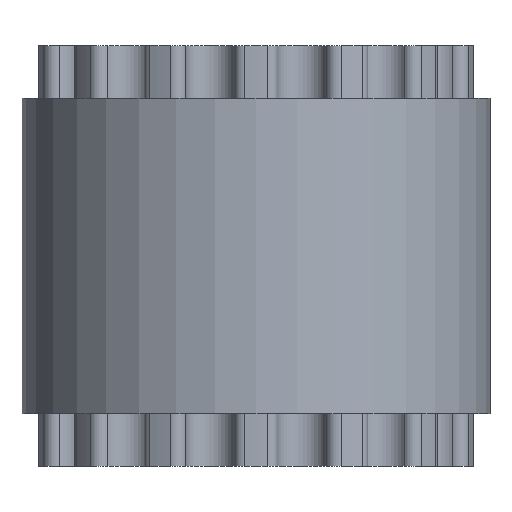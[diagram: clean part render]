
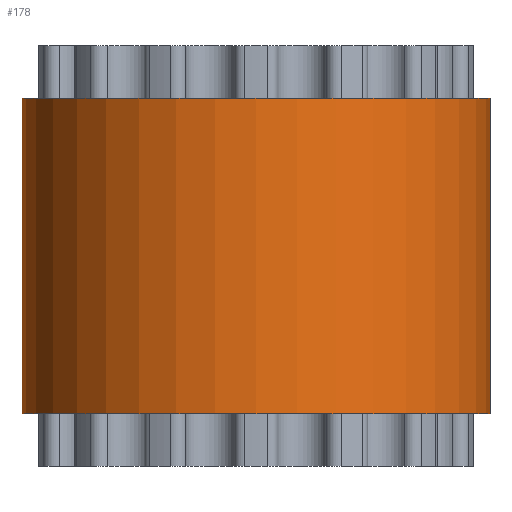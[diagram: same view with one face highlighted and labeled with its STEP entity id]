
A CAD part, front view. The second image highlights one B-rep face of the part: STEP entity #178.
In plain terms, the highlighted cylindrical face has radius 4.456 mm (diameter 8.913 mm), a full revolution.
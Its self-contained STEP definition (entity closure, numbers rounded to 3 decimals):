
#97=FACE_BOUND('',#352,.T.);
#98=FACE_BOUND('',#353,.T.);
#178=ADVANCED_FACE('',(#97,#98),#235,.T.);
#235=CYLINDRICAL_SURFACE('',#1375,4.456);
#352=EDGE_LOOP('',(#802));
#353=EDGE_LOOP('',(#803));
#802=ORIENTED_EDGE('',*,*,#1086,.T.);
#803=ORIENTED_EDGE('',*,*,#1087,.T.);
#916=VERTEX_POINT('',#2120);
#917=VERTEX_POINT('',#2122);
#1086=EDGE_CURVE('',#916,#916,#1200,.T.);
#1087=EDGE_CURVE('',#917,#917,#1201,.T.);
#1200=CIRCLE('',#1373,4.456);
#1201=CIRCLE('',#1374,4.456);
#1373=AXIS2_PLACEMENT_3D('',#2119,#1774,#1775);
#1374=AXIS2_PLACEMENT_3D('',#2121,#1776,#1777);
#1375=AXIS2_PLACEMENT_3D('',#2123,#1778,#1779);
#1774=DIRECTION('',(0.,0.,1.));
#1775=DIRECTION('',(1.,0.,0.));
#1776=DIRECTION('',(0.,0.,-1.));
#1777=DIRECTION('',(1.,0.,0.));
#1778=DIRECTION('',(0.,0.,1.));
#1779=DIRECTION('',(1.,0.,0.));
#2119=CARTESIAN_POINT('',(0.,0.,1.));
#2120=CARTESIAN_POINT('',(4.456,0.,1.));
#2121=CARTESIAN_POINT('',(0.,0.,7.));
#2122=CARTESIAN_POINT('',(4.456,0.,7.));
#2123=CARTESIAN_POINT('',(0.,0.,1.));
